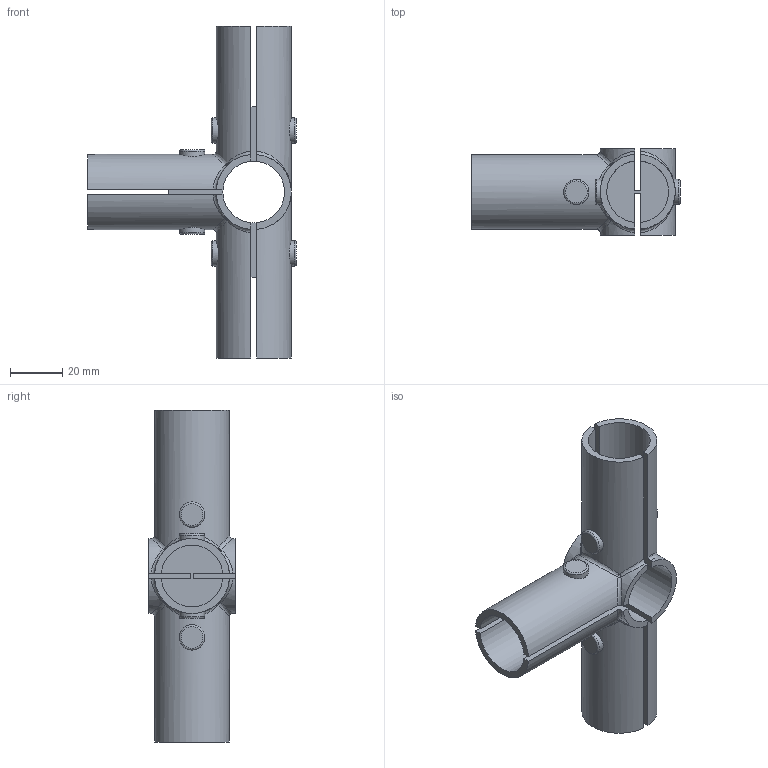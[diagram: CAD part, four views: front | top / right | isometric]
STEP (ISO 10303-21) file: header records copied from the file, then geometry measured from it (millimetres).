
FILE_DESCRIPTION(/* description */ (''),/* implementation_level */ '2;1');
FILE_NAME(/* name */ 'MP 4 Way Connector.step',/* time_stamp */ '2020-06-15T13:31:38-04:00',/* author */ (''),/* organization */ (''),/* preprocessor_version */ 'ST-DEVELOPER v18.1',/* originating_system */ 'Autodesk Translation Framework v9.3.0.1241',/* authorisation */ '');
FILE_SCHEMA (('AUTOMOTIVE_DESIGN { 1 0 10303 214 3 1 1 }'));
Length unit declared in the file: inch
Products named in the file (1): 4 Way Connector
Bounding box: 79.76 x 33.02 x 127 mm (x, y, z)
Volume: 61103 mm3; surface area: 30255.7 mm2
Topology: 1 solids, 1 shells, 87 faces, 232 edges, 148 vertices
Faces by surface type: plane 39, cylinder 25, bspline 13, torus 6, sphere 4
Full cylindrical faces by diameter (mm): 9.652 x6, 23.622 x1
Entity records: 3392 total; most frequent: CARTESIAN_POINT 1182, ORIENTED_EDGE 458, DIRECTION 457, EDGE_CURVE 229, AXIS2_PLACEMENT_3D 174, VERTEX_POINT 148, LINE 109, VECTOR 109
